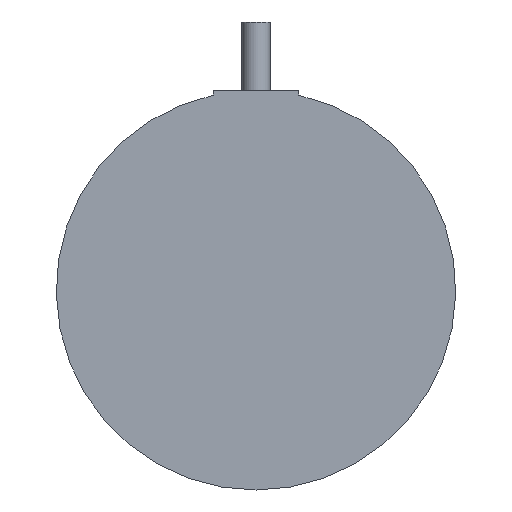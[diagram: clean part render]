
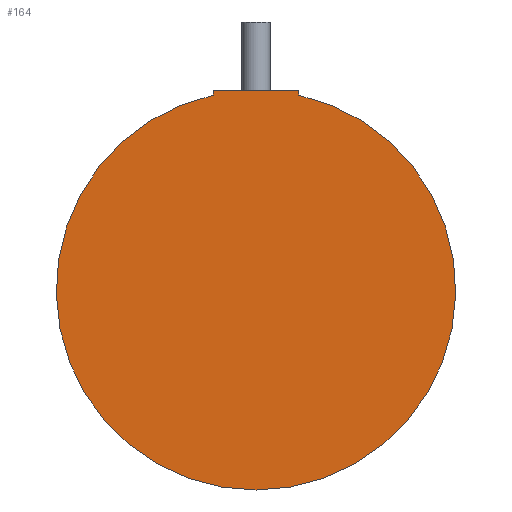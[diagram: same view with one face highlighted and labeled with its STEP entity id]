
A CAD part, front view. The second image highlights one B-rep face of the part: STEP entity #164.
In plain terms, the highlighted planar face has unit normal (0, -1, 0).
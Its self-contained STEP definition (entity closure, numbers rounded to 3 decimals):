
#2 = CIRCLE ( 'NONE', #159, 35. ) ;
#5 = DIRECTION ( 'NONE',  ( 0., 0., 1. ) ) ;
#15 = VERTEX_POINT ( 'NONE', #60 ) ;
#16 = VERTEX_POINT ( 'NONE', #308 ) ;
#28 = LINE ( 'NONE', #79, #98 ) ;
#35 = DIRECTION ( 'NONE',  ( 0., 0., 1. ) ) ;
#46 = DIRECTION ( 'NONE',  ( 1., 0., 0. ) ) ;
#49 = CARTESIAN_POINT ( 'NONE',  ( 7.5, 0., 0. ) ) ;
#60 = CARTESIAN_POINT ( 'NONE',  ( 7.5, 0., 34.187 ) ) ;
#67 = VERTEX_POINT ( 'NONE', #89 ) ;
#75 = DIRECTION ( 'NONE',  ( 0., 0., 1. ) ) ;
#78 = AXIS2_PLACEMENT_3D ( 'NONE', #309, #304, #35 ) ;
#79 = CARTESIAN_POINT ( 'NONE',  ( 0., 0., 35. ) ) ;
#80 = EDGE_CURVE ( 'NONE', #15, #254, #127, .T. ) ;
#88 = EDGE_CURVE ( 'NONE', #126, #67, #204, .T. ) ;
#89 = CARTESIAN_POINT ( 'NONE',  ( -7.5, 0., 34.187 ) ) ;
#92 = DIRECTION ( 'NONE',  ( 0., 1., 0. ) ) ;
#98 = VECTOR ( 'NONE', #46, 1000. ) ;
#101 = CARTESIAN_POINT ( 'NONE',  ( 0., 0., -35. ) ) ;
#119 = FACE_OUTER_BOUND ( 'NONE', #121, .T. ) ;
#121 = EDGE_LOOP ( 'NONE', ( #315, #183, #286, #209, #292 ) ) ;
#126 = VERTEX_POINT ( 'NONE', #307 ) ;
#127 = CIRCLE ( 'NONE', #78, 35. ) ;
#140 = VECTOR ( 'NONE', #284, 1000. ) ;
#159 = AXIS2_PLACEMENT_3D ( 'NONE', #190, #270, #5 ) ;
#164 = ADVANCED_FACE ( 'NONE', ( #119 ), #338, .F. ) ;
#166 = LINE ( 'NONE', #49, #313 ) ;
#175 = CARTESIAN_POINT ( 'NONE',  ( -7.5, 0., 0. ) ) ;
#183 = ORIENTED_EDGE ( 'NONE', *, *, #231, .T. ) ;
#190 = CARTESIAN_POINT ( 'NONE',  ( 0., 0., 0. ) ) ;
#204 = LINE ( 'NONE', #175, #140 ) ;
#206 = DIRECTION ( 'NONE',  ( 0., 0., 1. ) ) ;
#209 = ORIENTED_EDGE ( 'NONE', *, *, #88, .T. ) ;
#231 = EDGE_CURVE ( 'NONE', #15, #16, #166, .T. ) ;
#248 = EDGE_CURVE ( 'NONE', #254, #67, #2, .T. ) ;
#254 = VERTEX_POINT ( 'NONE', #101 ) ;
#270 = DIRECTION ( 'NONE',  ( 0., 1., 0. ) ) ;
#284 = DIRECTION ( 'NONE',  ( 0., 0., -1. ) ) ;
#286 = ORIENTED_EDGE ( 'NONE', *, *, #305, .F. ) ;
#292 = ORIENTED_EDGE ( 'NONE', *, *, #248, .F. ) ;
#304 = DIRECTION ( 'NONE',  ( 0., 1., 0. ) ) ;
#305 = EDGE_CURVE ( 'NONE', #126, #16, #28, .T. ) ;
#307 = CARTESIAN_POINT ( 'NONE',  ( -7.5, 0., 35. ) ) ;
#308 = CARTESIAN_POINT ( 'NONE',  ( 7.5, 0., 35. ) ) ;
#309 = CARTESIAN_POINT ( 'NONE',  ( 0., 0., 0. ) ) ;
#313 = VECTOR ( 'NONE', #75, 1000. ) ;
#315 = ORIENTED_EDGE ( 'NONE', *, *, #80, .F. ) ;
#328 = AXIS2_PLACEMENT_3D ( 'NONE', #335, #92, #206 ) ;
#335 = CARTESIAN_POINT ( 'NONE',  ( 0., 0., 0. ) ) ;
#338 = PLANE ( 'NONE',  #328 ) ;
